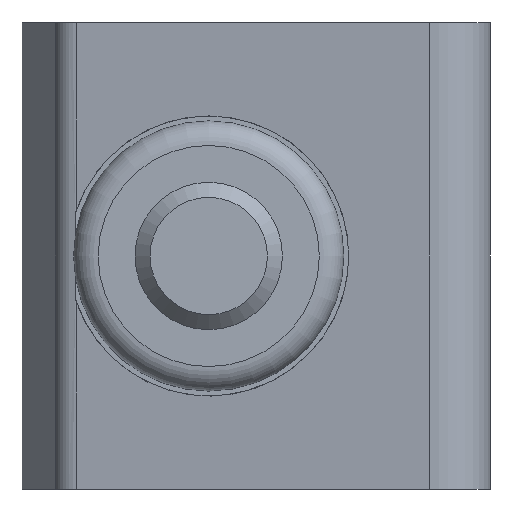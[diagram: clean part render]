
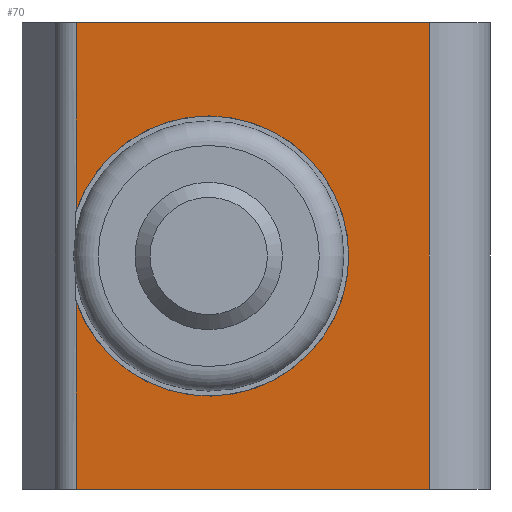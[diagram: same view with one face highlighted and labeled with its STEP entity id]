
A CAD part, front view. The second image highlights one B-rep face of the part: STEP entity #70.
In plain terms, the highlighted planar face has unit normal (-0.123, -0.992, 0).
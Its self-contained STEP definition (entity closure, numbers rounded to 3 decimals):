
#70 = ADVANCED_FACE( '', ( #170 ), #171, .F. );
#170 = FACE_OUTER_BOUND( '', #312, .T. );
#171 = PLANE( '', #313 );
#312 = EDGE_LOOP( '', ( #468, #469, #470, #471, #472, #473 ) );
#313 = AXIS2_PLACEMENT_3D( '', #474, #475, #476 );
#468 = ORIENTED_EDGE( '', *, *, #787, .F. );
#469 = ORIENTED_EDGE( '', *, *, #788, .T. );
#470 = ORIENTED_EDGE( '', *, *, #789, .T. );
#471 = ORIENTED_EDGE( '', *, *, #790, .F. );
#472 = ORIENTED_EDGE( '', *, *, #783, .F. );
#473 = ORIENTED_EDGE( '', *, *, #791, .T. );
#474 = CARTESIAN_POINT( '', ( -5.389, 2.493, 9.5 ) );
#475 = DIRECTION( '', ( 0.123, 0.992, 0. ) );
#476 = DIRECTION( '', ( -0.992, 0.123, 0. ) );
#783 = EDGE_CURVE( '', #920, #922, #923, .T. );
#787 = EDGE_CURVE( '', #928, #929, #930, .F. );
#788 = EDGE_CURVE( '', #928, #931, #932, .T. );
#789 = EDGE_CURVE( '', #931, #933, #934, .T. );
#790 = EDGE_CURVE( '', #922, #933, #935, .T. );
#791 = EDGE_CURVE( '', #920, #929, #936, .T. );
#920 = VERTEX_POINT( '', #1115 );
#922 = VERTEX_POINT( '', #1117 );
#923 = LINE( '', #1118, #1119 );
#928 = VERTEX_POINT( '', #1125 );
#929 = VERTEX_POINT( '', #1126 );
#930 = ELLIPSE( '', #1127, 5.743, 5.7 );
#931 = VERTEX_POINT( '', #1128 );
#932 = LINE( '', #1129, #1130 );
#933 = VERTEX_POINT( '', #1131 );
#934 = LINE( '', #1132, #1133 );
#935 = LINE( '', #1134, #1135 );
#936 = LINE( '', #1136, #1137 );
#1115 = CARTESIAN_POINT( '', ( -5.389, 2.493, 9.5 ) );
#1117 = CARTESIAN_POINT( '', ( 8.98, 0.717, 9.5 ) );
#1118 = CARTESIAN_POINT( '', ( -5.389, 2.493, 9.5 ) );
#1119 = VECTOR( '', #1338, 1000. );
#1125 = CARTESIAN_POINT( '', ( -5.389, 2.493, -1.856 ) );
#1126 = CARTESIAN_POINT( '', ( -5.389, 2.493, 1.856 ) );
#1127 = AXIS2_PLACEMENT_3D( '', #1343, #1344, #1345 );
#1128 = CARTESIAN_POINT( '', ( -5.389, 2.493, -9.5 ) );
#1129 = CARTESIAN_POINT( '', ( -5.389, 2.493, 9.5 ) );
#1130 = VECTOR( '', #1346, 1000. );
#1131 = CARTESIAN_POINT( '', ( 8.98, 0.717, -9.5 ) );
#1132 = CARTESIAN_POINT( '', ( -5.389, 2.493, -9.5 ) );
#1133 = VECTOR( '', #1347, 1000. );
#1134 = CARTESIAN_POINT( '', ( 8.98, 0.717, 9.5 ) );
#1135 = VECTOR( '', #1348, 1000. );
#1136 = CARTESIAN_POINT( '', ( -5.389, 2.493, 9.5 ) );
#1137 = VECTOR( '', #1349, 1000. );
#1338 = DIRECTION( '', ( 0.992, -0.123, 0. ) );
#1343 = CARTESIAN_POINT( '', ( 0., 1.827, 0. ) );
#1344 = DIRECTION( '', ( 0.123, 0.992, 0. ) );
#1345 = DIRECTION( '', ( 0.992, -0.123, 0. ) );
#1346 = DIRECTION( '', ( 0., 0., -1. ) );
#1347 = DIRECTION( '', ( 0.992, -0.123, 0. ) );
#1348 = DIRECTION( '', ( 0., 0., -1. ) );
#1349 = DIRECTION( '', ( 0., 0., -1. ) );
